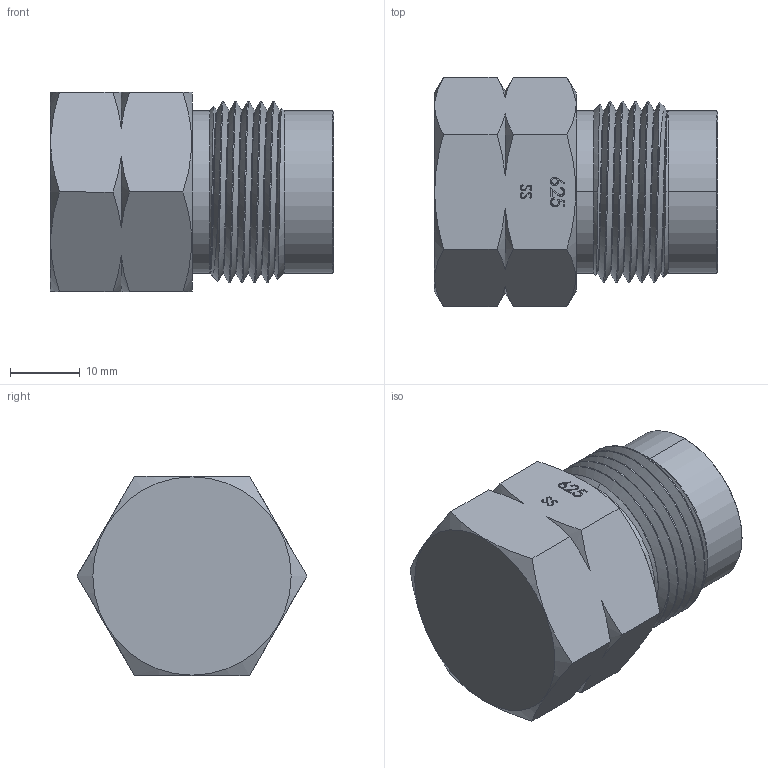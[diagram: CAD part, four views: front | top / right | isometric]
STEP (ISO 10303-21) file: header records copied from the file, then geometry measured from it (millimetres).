
FILE_DESCRIPTION (( 'STEP AP203' ), '1' );
FILE_NAME ('AD-625MSS-BL.STEP', '2025-08-05T14:26:33', ( '' ), ( '' ), 'SwSTEP 2.0', 'SolidWorks 2018', '' );
FILE_SCHEMA (( 'CONFIG_CONTROL_DESIGN' ));
Length unit declared in the file: inch
Products named in the file (1): AD-625MSS-BL
Bounding box: 40.64 x 33 x 28.57 mm (x, y, z)
Volume: 20286.3 mm3; surface area: 6663.4 mm2
Topology: 1 solids, 1 shells, 155 faces, 417 edges, 272 vertices
Faces by surface type: bspline 55, plane 36, cylinder 35, cone 29
Entity records: 8631 total; most frequent: CARTESIAN_POINT 5247, ORIENTED_EDGE 830, DIRECTION 460, EDGE_CURVE 415, VERTEX_POINT 272, VECTOR 172, LINE 172, EDGE_LOOP 165
